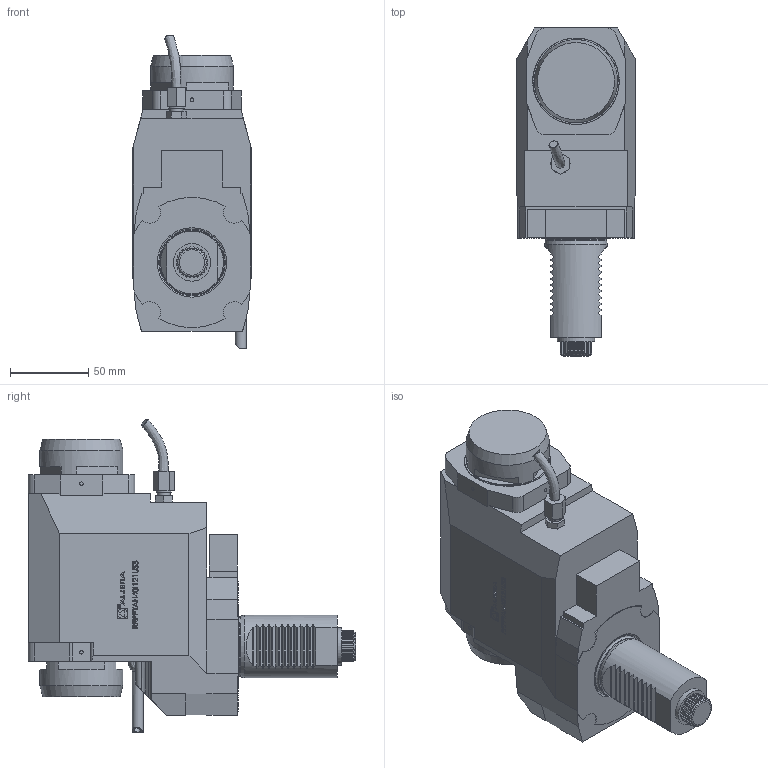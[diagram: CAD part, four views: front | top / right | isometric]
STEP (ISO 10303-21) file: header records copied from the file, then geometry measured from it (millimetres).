
FILE_DESCRIPTION (( 'STEP AP214' ), '1' );
FILE_NAME ('RRPPTAH40I121US3.STEP', '2025-10-13T11:56:11', ( '' ), ( '' ), 'SwSTEP 2.0', 'SolidWorks 2023', '' );
FILE_SCHEMA (( 'AUTOMOTIVE_DESIGN' ));
Length unit declared in the file: millimetre
Products named in the file (1): RRPPTAH40I121US3
Bounding box: 76 x 209 x 199.81 mm (x, y, z)
Volume: 1325934.9 mm3; surface area: 94017.9 mm2
Topology: 1 solids, 5 shells, 728 faces, 1961 edges, 1307 vertices
Faces by surface type: plane 504, cylinder 122, bspline 82, cone 15, torus 4, sphere 1
Full cylindrical faces by diameter (mm): 1.7 x1, 2.05 x1, 2.1 x1, 4 x1, 5 x2, 6.366 x1, 7 x1, 8.15 x1, 9.8 x1, 23.9 x1, 38.7 x1, 40 x1, 53 x2
Entity records: 30699 total; most frequent: CARTESIAN_POINT 10076, ORIENTED_EDGE 3814, DIRECTION 3038, EDGE_CURVE 1907, VECTOR 1292, LINE 1292, VERTEX_POINT 1286, AXIS2_PLACEMENT_3D 873
